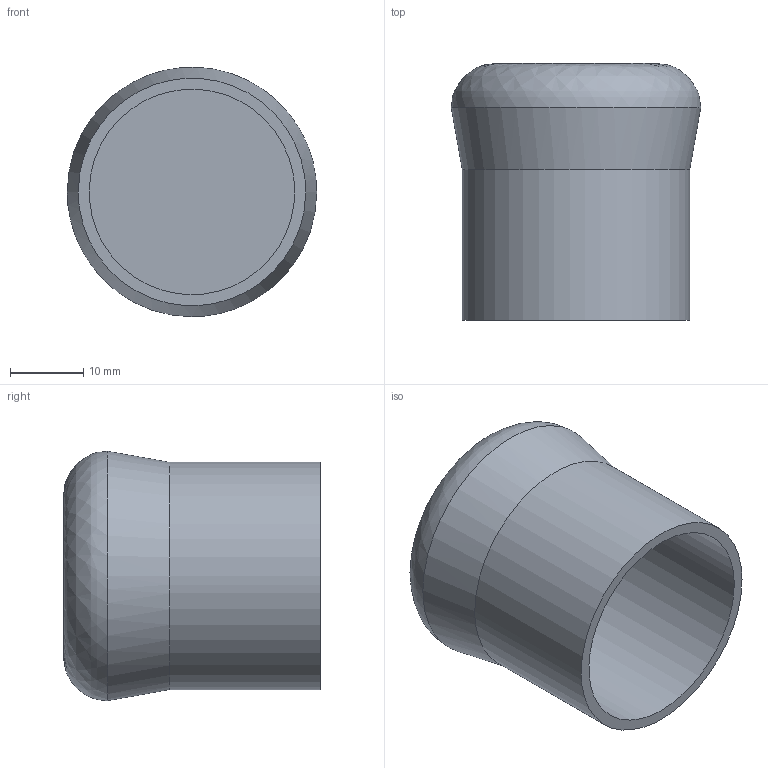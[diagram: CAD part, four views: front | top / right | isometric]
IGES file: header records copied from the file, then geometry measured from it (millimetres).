
Global section: file name: 220030; native system: Autodesk Inventor 2021; preprocessor: unknown; author: Nockin; date: 20201211.080851; units: millimetre
Bounding box: 34 x 35 x 33.98 mm (x, y, z)
Volume: 8322.4 mm3; surface area: 7635.7 mm2
Topology: 1 solids, 1 shells, 9 faces, 18 edges, 13 vertices
Faces by surface type: bspline 9
